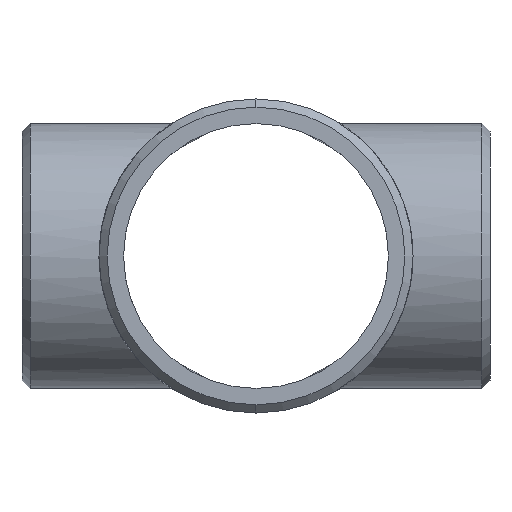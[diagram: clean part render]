
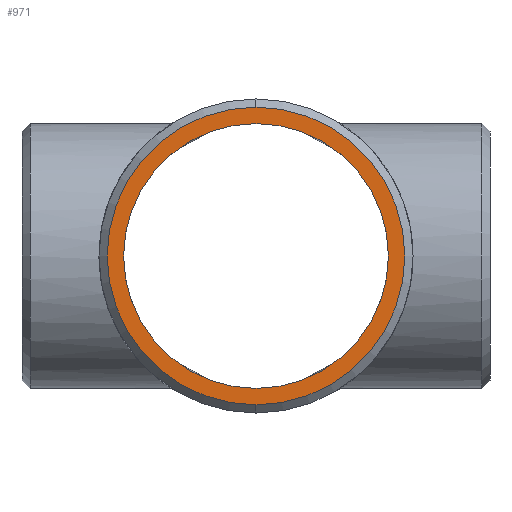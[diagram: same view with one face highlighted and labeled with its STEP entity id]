
A CAD part, left-side view. The second image highlights one B-rep face of the part: STEP entity #971.
In plain terms, the highlighted planar face has unit normal (-1, 0, 0).
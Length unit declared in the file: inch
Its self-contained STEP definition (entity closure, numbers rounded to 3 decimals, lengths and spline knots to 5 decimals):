
#61 = EDGE_CURVE ( 'NONE', #1316, #860, #1418, .T. ) ;
#108 = CIRCLE ( 'NONE', #1421, 5.375 ) ;
#247 = PLANE ( 'NONE',  #1502 ) ;
#280 = DIRECTION ( 'NONE',  ( 1., 0., 0. ) ) ;
#301 = CIRCLE ( 'NONE', #1439, 6.04167 ) ;
#309 = CARTESIAN_POINT ( 'NONE',  ( -10., 0., 0. ) ) ;
#445 = DIRECTION ( 'NONE',  ( 0., 0., 1. ) ) ;
#542 = EDGE_CURVE ( 'NONE', #974, #1404, #301, .T. ) ;
#594 = EDGE_LOOP ( 'NONE', ( #1190, #1414 ) ) ;
#603 = CARTESIAN_POINT ( 'NONE',  ( -10., 0., 0. ) ) ;
#608 = DIRECTION ( 'NONE',  ( 0., 0., 1. ) ) ;
#612 = CARTESIAN_POINT ( 'NONE',  ( -10., 0., -6.04167 ) ) ;
#633 = DIRECTION ( 'NONE',  ( 0., 0., 1. ) ) ;
#708 = CARTESIAN_POINT ( 'NONE',  ( -10., 0., 0. ) ) ;
#737 = EDGE_CURVE ( 'NONE', #1404, #974, #958, .T. ) ;
#739 = CARTESIAN_POINT ( 'NONE',  ( -10., 0., -5.375 ) ) ;
#742 = DIRECTION ( 'NONE',  ( -1., 0., 0. ) ) ;
#802 = AXIS2_PLACEMENT_3D ( 'NONE', #708, #1203, #608 ) ;
#860 = VERTEX_POINT ( 'NONE', #739 ) ;
#864 = FACE_BOUND ( 'NONE', #594, .T. ) ;
#896 = DIRECTION ( 'NONE',  ( 0., 0., 1. ) ) ;
#923 = AXIS2_PLACEMENT_3D ( 'NONE', #1034, #1392, #445 ) ;
#958 = CIRCLE ( 'NONE', #802, 6.04167 ) ;
#971 = ADVANCED_FACE ( 'NONE', ( #1324, #864 ), #247, .T. ) ;
#974 = VERTEX_POINT ( 'NONE', #1337 ) ;
#1034 = CARTESIAN_POINT ( 'NONE',  ( -10., 0., 0. ) ) ;
#1047 = ORIENTED_EDGE ( 'NONE', *, *, #542, .T. ) ;
#1104 = DIRECTION ( 'NONE',  ( 0., 0., -1. ) ) ;
#1177 = ORIENTED_EDGE ( 'NONE', *, *, #737, .T. ) ;
#1190 = ORIENTED_EDGE ( 'NONE', *, *, #61, .T. ) ;
#1192 = EDGE_LOOP ( 'NONE', ( #1177, #1047 ) ) ;
#1203 = DIRECTION ( 'NONE',  ( -1., 0., 0. ) ) ;
#1316 = VERTEX_POINT ( 'NONE', #1377 ) ;
#1324 = FACE_OUTER_BOUND ( 'NONE', #1192, .T. ) ;
#1337 = CARTESIAN_POINT ( 'NONE',  ( -10., 0., 6.04167 ) ) ;
#1356 = CARTESIAN_POINT ( 'NONE',  ( -10., 0., 0. ) ) ;
#1377 = CARTESIAN_POINT ( 'NONE',  ( -10., 0., 5.375 ) ) ;
#1392 = DIRECTION ( 'NONE',  ( 1., 0., 0. ) ) ;
#1404 = VERTEX_POINT ( 'NONE', #612 ) ;
#1414 = ORIENTED_EDGE ( 'NONE', *, *, #1448, .T. ) ;
#1418 = CIRCLE ( 'NONE', #923, 5.375 ) ;
#1421 = AXIS2_PLACEMENT_3D ( 'NONE', #309, #280, #633 ) ;
#1439 = AXIS2_PLACEMENT_3D ( 'NONE', #1356, #1465, #896 ) ;
#1448 = EDGE_CURVE ( 'NONE', #860, #1316, #108, .T. ) ;
#1465 = DIRECTION ( 'NONE',  ( -1., 0., 0. ) ) ;
#1502 = AXIS2_PLACEMENT_3D ( 'NONE', #603, #742, #1104 ) ;
